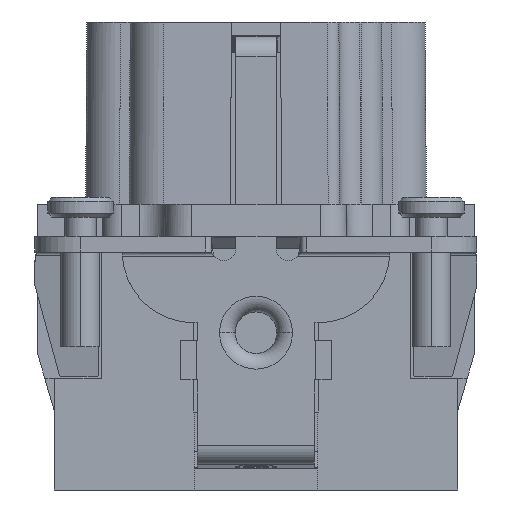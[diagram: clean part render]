
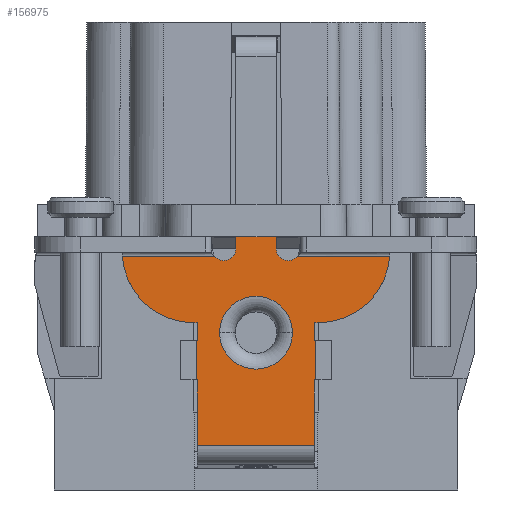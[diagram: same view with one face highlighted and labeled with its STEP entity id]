
A CAD part, left-side view. The second image highlights one B-rep face of the part: STEP entity #156975.
In plain terms, the highlighted planar face has unit normal (-1, 0, 0).
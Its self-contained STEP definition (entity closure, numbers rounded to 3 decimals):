
#34795=CARTESIAN_POINT('',(-46.4,0.,-9.9));
#34796=DIRECTION('',(-1.,0.,0.));
#34797=DIRECTION('',(0.,-1.,0.));
#34798=AXIS2_PLACEMENT_3D('',#34795,#34796,#34797);
#34800=CARTESIAN_POINT('',(-46.4,0.,-9.9));
#34801=DIRECTION('',(-1.,0.,0.));
#34802=DIRECTION('',(0.,1.,0.));
#34803=AXIS2_PLACEMENT_3D('',#34800,#34801,#34802);
#34813=DIRECTION('',(0.,0.,-1.));
#34814=VECTOR('',#34813,0.929);
#34815=CARTESIAN_POINT('',(-46.4,-1.55,-2.5));
#34816=LINE('',#34815,#34814);
#34817=CARTESIAN_POINT('',(-46.4,-2.475,-3.429));
#34818=DIRECTION('',(-1.,0.,0.));
#34819=DIRECTION('',(0.,1.,0.));
#34820=AXIS2_PLACEMENT_3D('',#34817,#34818,#34819);
#34822=CARTESIAN_POINT('',(-46.4,-4.8,-3.629));
#34823=DIRECTION('',(1.,0.,0.));
#34824=DIRECTION('',(0.,-0.998,-0.067));
#34825=AXIS2_PLACEMENT_3D('',#34822,#34823,#34824);
#34827=DIRECTION('',(0.,1.,0.));
#34828=VECTOR('',#34827,0.3);
#34829=CARTESIAN_POINT('',(-46.4,-4.8,-9.129));
#34830=LINE('',#34829,#34828);
#34831=DIRECTION('',(0.,0.,-1.));
#34832=VECTOR('',#34831,1.4);
#34833=CARTESIAN_POINT('',(-46.4,-4.5,-9.129));
#34834=LINE('',#34833,#34832);
#34835=DIRECTION('',(0.,-1.,0.));
#34836=VECTOR('',#34835,0.05);
#34837=CARTESIAN_POINT('',(-46.4,-4.5,-10.529));
#34838=LINE('',#34837,#34836);
#34839=DIRECTION('',(0.,1.,0.));
#34840=VECTOR('',#34839,0.05);
#34841=CARTESIAN_POINT('',(-46.4,-4.55,-13.529));
#34842=LINE('',#34841,#34840);
#34843=DIRECTION('',(0.,0.,-1.));
#34844=VECTOR('',#34843,5.05);
#34845=CARTESIAN_POINT('',(-46.4,-4.5,-13.529));
#34846=LINE('',#34845,#34844);
#34847=DIRECTION('',(0.,0.,1.));
#34848=VECTOR('',#34847,5.05);
#34849=CARTESIAN_POINT('',(-46.4,4.5,-18.579));
#34850=LINE('',#34849,#34848);
#34851=DIRECTION('',(0.,1.,0.));
#34852=VECTOR('',#34851,0.05);
#34853=CARTESIAN_POINT('',(-46.4,4.5,-13.529));
#34854=LINE('',#34853,#34852);
#34855=DIRECTION('',(0.,-1.,0.));
#34856=VECTOR('',#34855,0.05);
#34857=CARTESIAN_POINT('',(-46.4,4.55,-10.529));
#34858=LINE('',#34857,#34856);
#34859=DIRECTION('',(0.,0.,1.));
#34860=VECTOR('',#34859,1.4);
#34861=CARTESIAN_POINT('',(-46.4,4.5,-10.529));
#34862=LINE('',#34861,#34860);
#34863=DIRECTION('',(0.,1.,0.));
#34864=VECTOR('',#34863,0.3);
#34865=CARTESIAN_POINT('',(-46.4,4.5,-9.129));
#34866=LINE('',#34865,#34864);
#34867=CARTESIAN_POINT('',(-46.4,4.8,-3.629));
#34868=DIRECTION('',(1.,0.,0.));
#34869=DIRECTION('',(0.,0.,-1.));
#34870=AXIS2_PLACEMENT_3D('',#34867,#34868,#34869);
#34872=CARTESIAN_POINT('',(-46.4,2.475,-3.429));
#34873=DIRECTION('',(-1.,0.,0.));
#34874=DIRECTION('',(0.,0.787,-0.618));
#34875=AXIS2_PLACEMENT_3D('',#34872,#34873,#34874);
#34877=DIRECTION('',(0.,0.,1.));
#34878=VECTOR('',#34877,0.929);
#34879=CARTESIAN_POINT('',(-46.4,1.55,-3.429));
#34880=LINE('',#34879,#34878);
#35104=DIRECTION('',(0.,1.,0.));
#35105=VECTOR('',#35104,3.1);
#35106=CARTESIAN_POINT('',(-46.4,-1.55,-2.5));
#35107=LINE('',#35106,#35105);
#37242=DIRECTION('',(0.,1.,0.));
#37243=VECTOR('',#37242,7.085);
#37244=CARTESIAN_POINT('',(-46.4,3.203,-4.));
#37245=LINE('',#37244,#37243);
#37505=DIRECTION('',(0.,0.,-1.));
#37506=VECTOR('',#37505,3.);
#37507=CARTESIAN_POINT('',(-46.4,4.55,-10.529));
#37508=LINE('',#37507,#37506);
#37658=DIRECTION('',(0.,-1.,0.));
#37659=VECTOR('',#37658,9.);
#37660=CARTESIAN_POINT('',(-46.4,4.5,-18.579));
#37661=LINE('',#37660,#37659);
#37769=DIRECTION('',(0.,0.,1.));
#37770=VECTOR('',#37769,3.);
#37771=CARTESIAN_POINT('',(-46.4,-4.55,-13.529));
#37772=LINE('',#37771,#37770);
#37820=CARTESIAN_POINT('',(-46.4,-10.287,-4.));
#37822=DIRECTION('',(0.,1.,0.));
#37823=VECTOR('',#37822,7.085);
#37824=CARTESIAN_POINT('',(-46.4,-10.287,-4.));
#37825=LINE('',#37824,#37823);
#103780=CARTESIAN_POINT('',(-46.4,4.55,-13.529));
#103781=VERTEX_POINT('',#103780);
#103786=CARTESIAN_POINT('',(-46.4,4.55,-10.529));
#103787=VERTEX_POINT('',#103786);
#103857=CARTESIAN_POINT('',(-46.4,-1.55,-3.429));
#103858=VERTEX_POINT('',#103857);
#103859=CARTESIAN_POINT('',(-46.4,-3.203,-4.));
#103860=VERTEX_POINT('',#103859);
#103870=VERTEX_POINT('',#37820);
#103871=CARTESIAN_POINT('',(-46.4,-4.8,-9.129));
#103872=VERTEX_POINT('',#103871);
#103873=CARTESIAN_POINT('',(-46.4,-4.5,-9.129));
#103874=VERTEX_POINT('',#103873);
#103875=CARTESIAN_POINT('',(-46.4,-4.5,-10.529));
#103876=VERTEX_POINT('',#103875);
#103877=CARTESIAN_POINT('',(-46.4,-4.55,-10.529));
#103878=VERTEX_POINT('',#103877);
#103891=CARTESIAN_POINT('',(-46.4,-4.55,-13.529));
#103893=VERTEX_POINT('',#103891);
#103899=CARTESIAN_POINT('',(-46.4,-4.5,-13.529));
#103900=VERTEX_POINT('',#103899);
#103901=CARTESIAN_POINT('',(-46.4,-4.5,-18.579));
#103902=VERTEX_POINT('',#103901);
#103903=CARTESIAN_POINT('',(-46.4,4.5,-18.579));
#103904=VERTEX_POINT('',#103903);
#103905=CARTESIAN_POINT('',(-46.4,4.5,-13.529));
#103906=VERTEX_POINT('',#103905);
#103907=CARTESIAN_POINT('',(-46.4,4.5,-10.529));
#103908=VERTEX_POINT('',#103907);
#103909=CARTESIAN_POINT('',(-46.4,4.5,-9.129));
#103910=VERTEX_POINT('',#103909);
#103911=CARTESIAN_POINT('',(-46.4,4.8,-9.129));
#103912=VERTEX_POINT('',#103911);
#103913=CARTESIAN_POINT('',(-46.4,10.287,-4.));
#103914=VERTEX_POINT('',#103913);
#103915=CARTESIAN_POINT('',(-46.4,3.203,-4.));
#103916=VERTEX_POINT('',#103915);
#103917=CARTESIAN_POINT('',(-46.4,1.55,-3.429));
#103918=VERTEX_POINT('',#103917);
#103919=CARTESIAN_POINT('',(-46.4,-2.8,-9.9));
#103920=CARTESIAN_POINT('',(-46.4,2.8,-9.9));
#103921=VERTEX_POINT('',#103919);
#103922=VERTEX_POINT('',#103920);
#104215=CARTESIAN_POINT('',(-46.4,-1.55,-2.5));
#104217=VERTEX_POINT('',#104215);
#104223=CARTESIAN_POINT('',(-46.4,1.55,-2.5));
#104224=VERTEX_POINT('',#104223);
#156919=CARTESIAN_POINT('',(-46.4,0.,2.371));
#156920=DIRECTION('',(-1.,0.,0.));
#156921=DIRECTION('',(0.,1.,0.));
#156922=AXIS2_PLACEMENT_3D('',#156919,#156920,#156921);
#156923=PLANE('',#156922);
#156925=ORIENTED_EDGE('',*,*,#156924,.F.);
#156927=ORIENTED_EDGE('',*,*,#156926,.T.);
#156929=ORIENTED_EDGE('',*,*,#156928,.T.);
#156931=ORIENTED_EDGE('',*,*,#156930,.F.);
#156933=ORIENTED_EDGE('',*,*,#156932,.T.);
#156935=ORIENTED_EDGE('',*,*,#156934,.T.);
#156937=ORIENTED_EDGE('',*,*,#156936,.T.);
#156939=ORIENTED_EDGE('',*,*,#156938,.T.);
#156941=ORIENTED_EDGE('',*,*,#156940,.F.);
#156943=ORIENTED_EDGE('',*,*,#156942,.T.);
#156945=ORIENTED_EDGE('',*,*,#156944,.T.);
#156947=ORIENTED_EDGE('',*,*,#156946,.F.);
#156949=ORIENTED_EDGE('',*,*,#156948,.T.);
#156951=ORIENTED_EDGE('',*,*,#156950,.T.);
#156953=ORIENTED_EDGE('',*,*,#156952,.F.);
#156955=ORIENTED_EDGE('',*,*,#156954,.T.);
#156957=ORIENTED_EDGE('',*,*,#156956,.T.);
#156959=ORIENTED_EDGE('',*,*,#156958,.T.);
#156961=ORIENTED_EDGE('',*,*,#156960,.T.);
#156963=ORIENTED_EDGE('',*,*,#156962,.F.);
#156965=ORIENTED_EDGE('',*,*,#156964,.T.);
#156967=ORIENTED_EDGE('',*,*,#156966,.T.);
#156968=EDGE_LOOP('',(#156925,#156927,#156929,#156931,#156933,#156935,#156937,
#156939,#156941,#156943,#156945,#156947,#156949,#156951,#156953,#156955,#156957,
#156959,#156961,#156963,#156965,#156967));
#156969=FACE_OUTER_BOUND('',#156968,.F.);
#156970=ORIENTED_EDGE('',*,*,#156894,.T.);
#156972=ORIENTED_EDGE('',*,*,#156971,.T.);
#156973=EDGE_LOOP('',(#156970,#156972));
#156974=FACE_BOUND('',#156973,.F.);
#156975=ADVANCED_FACE('',(#156969,#156974),#156923,.T.);
#34799=CIRCLE('',#34798,2.8);
#34804=CIRCLE('',#34803,2.8);
#34821=CIRCLE('',#34820,0.925);
#34826=CIRCLE('',#34825,5.5);
#34871=CIRCLE('',#34870,5.5);
#34876=CIRCLE('',#34875,0.925);
#156894=EDGE_CURVE('',#103921,#103922,#34799,.T.);
#156924=EDGE_CURVE('',#104217,#104224,#35107,.T.);
#156926=EDGE_CURVE('',#104217,#103858,#34816,.T.);
#156928=EDGE_CURVE('',#103858,#103860,#34821,.T.);
#156930=EDGE_CURVE('',#103870,#103860,#37825,.T.);
#156932=EDGE_CURVE('',#103870,#103872,#34826,.T.);
#156934=EDGE_CURVE('',#103872,#103874,#34830,.T.);
#156936=EDGE_CURVE('',#103874,#103876,#34834,.T.);
#156938=EDGE_CURVE('',#103876,#103878,#34838,.T.);
#156940=EDGE_CURVE('',#103893,#103878,#37772,.T.);
#156942=EDGE_CURVE('',#103893,#103900,#34842,.T.);
#156944=EDGE_CURVE('',#103900,#103902,#34846,.T.);
#156946=EDGE_CURVE('',#103904,#103902,#37661,.T.);
#156948=EDGE_CURVE('',#103904,#103906,#34850,.T.);
#156950=EDGE_CURVE('',#103906,#103781,#34854,.T.);
#156952=EDGE_CURVE('',#103787,#103781,#37508,.T.);
#156954=EDGE_CURVE('',#103787,#103908,#34858,.T.);
#156956=EDGE_CURVE('',#103908,#103910,#34862,.T.);
#156958=EDGE_CURVE('',#103910,#103912,#34866,.T.);
#156960=EDGE_CURVE('',#103912,#103914,#34871,.T.);
#156962=EDGE_CURVE('',#103916,#103914,#37245,.T.);
#156964=EDGE_CURVE('',#103916,#103918,#34876,.T.);
#156966=EDGE_CURVE('',#103918,#104224,#34880,.T.);
#156971=EDGE_CURVE('',#103922,#103921,#34804,.T.);
